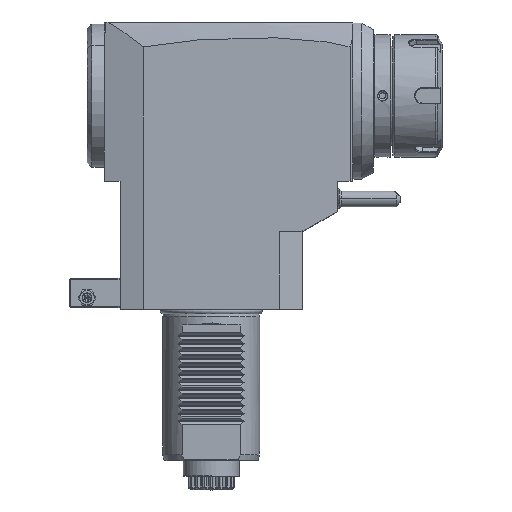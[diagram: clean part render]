
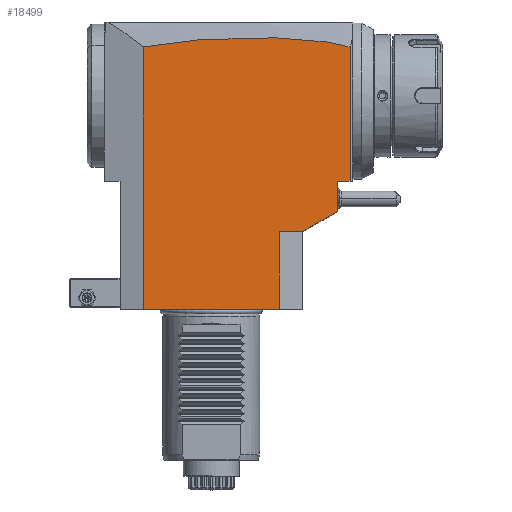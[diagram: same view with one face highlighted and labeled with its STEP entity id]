
A CAD part, top view. The second image highlights one B-rep face of the part: STEP entity #18499.
In plain terms, the highlighted planar face has unit normal (0, 0, 1).
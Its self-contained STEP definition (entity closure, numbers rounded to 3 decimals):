
#9=DIRECTION('',(-1.,0.,0.));
#10=VECTOR('',#9,70.);
#11=CARTESIAN_POINT('',(35.,0.,44.));
#12=LINE('',#11,#10);
#4552=DIRECTION('',(1.,0.,0.));
#4553=VECTOR('',#4552,11.);
#4554=CARTESIAN_POINT('',(35.,40.,44.));
#4555=LINE('',#4554,#4553);
#4568=DIRECTION('',(0.,1.,0.));
#4569=VECTOR('',#4568,40.);
#4570=CARTESIAN_POINT('',(35.,0.,44.));
#4571=LINE('',#4570,#4569);
#4600=DIRECTION('',(0.,-1.,0.));
#4601=VECTOR('',#4600,15.608);
#4602=CARTESIAN_POINT('',(65.,66.,44.));
#4603=LINE('',#4602,#4601);
#4604=DIRECTION('',(-0.866,-0.5,0.));
#4605=VECTOR('',#4604,20.785);
#4606=CARTESIAN_POINT('',(65.,50.392,44.));
#4607=LINE('',#4606,#4605);
#4608=DIRECTION('',(0.,1.,0.));
#4609=VECTOR('',#4608,0.577);
#4610=CARTESIAN_POINT('',(47.,40.,44.));
#4611=LINE('',#4610,#4609);
#4612=DIRECTION('',(0.866,0.5,0.));
#4613=VECTOR('',#4612,1.155);
#4614=CARTESIAN_POINT('',(46.,40.,44.));
#4615=LINE('',#4614,#4613);
#4616=DIRECTION('',(0.,1.,0.));
#4617=VECTOR('',#4616,135.17);
#4618=CARTESIAN_POINT('',(-35.,0.,44.));
#4619=LINE('',#4618,#4617);
#4620=CARTESIAN_POINT('',(71.5,135.054,44.));
#4621=CARTESIAN_POINT('',(71.147,135.178,44.));
#4622=CARTESIAN_POINT('',(70.415,135.42,44.));
#4623=CARTESIAN_POINT('',(69.23,135.772,44.));
#4624=CARTESIAN_POINT('',(67.991,136.104,44.));
#4625=CARTESIAN_POINT('',(66.72,136.413,44.));
#4626=CARTESIAN_POINT('',(65.44,136.698,44.));
#4627=CARTESIAN_POINT('',(64.088,136.974,44.));
#4628=CARTESIAN_POINT('',(62.606,137.252,44.));
#4629=CARTESIAN_POINT('',(60.931,137.539,44.));
#4630=CARTESIAN_POINT('',(59.016,137.835,44.));
#4631=CARTESIAN_POINT('',(56.852,138.135,44.));
#4632=CARTESIAN_POINT('',(54.427,138.434,44.));
#4633=CARTESIAN_POINT('',(51.708,138.727,44.));
#4634=CARTESIAN_POINT('',(48.636,139.011,44.));
#4635=CARTESIAN_POINT('',(45.16,139.281,44.));
#4636=CARTESIAN_POINT('',(41.193,139.529,44.));
#4637=CARTESIAN_POINT('',(36.681,139.741,44.));
#4638=CARTESIAN_POINT('',(31.719,139.897,44.));
#4639=CARTESIAN_POINT('',(26.42,139.981,44.));
#4640=CARTESIAN_POINT('',(20.976,139.986,44.));
#4641=CARTESIAN_POINT('',(15.459,139.91,44.));
#4642=CARTESIAN_POINT('',(9.915,139.755,44.));
#4643=CARTESIAN_POINT('',(4.328,139.52,44.));
#4644=CARTESIAN_POINT('',(-1.306,139.201,44.));
#4645=CARTESIAN_POINT('',(-6.672,138.816,44.));
#4646=CARTESIAN_POINT('',(-11.425,138.405,44.));
#4647=CARTESIAN_POINT('',(-15.699,137.979,44.));
#4648=CARTESIAN_POINT('',(-19.685,137.527,44.));
#4649=CARTESIAN_POINT('',(-23.579,137.031,44.));
#4650=CARTESIAN_POINT('',(-27.426,136.481,44.));
#4651=CARTESIAN_POINT('',(-31.229,135.869,44.));
#4652=CARTESIAN_POINT('',(-33.747,135.413,44.));
#4653=CARTESIAN_POINT('',(-35.,135.17,44.));
#4655=DIRECTION('',(0.,-1.,0.));
#4656=VECTOR('',#4655,69.054);
#4657=CARTESIAN_POINT('',(71.5,135.054,44.));
#4658=LINE('',#4657,#4656);
#4659=DIRECTION('',(1.,0.,0.));
#4660=VECTOR('',#4659,6.5);
#4661=CARTESIAN_POINT('',(65.,66.,44.));
#4662=LINE('',#4661,#4660);
#13669=VERTEX_POINT('',#4620);
#13670=VERTEX_POINT('',#4653);
#13682=CARTESIAN_POINT('',(71.5,66.,44.));
#13683=VERTEX_POINT('',#13682);
#13702=CARTESIAN_POINT('',(35.,40.,44.));
#13703=CARTESIAN_POINT('',(46.,40.,44.));
#13704=VERTEX_POINT('',#13702);
#13705=VERTEX_POINT('',#13703);
#14032=CARTESIAN_POINT('',(35.,0.,44.));
#14033=CARTESIAN_POINT('',(-35.,0.,44.));
#14034=VERTEX_POINT('',#14032);
#14035=VERTEX_POINT('',#14033);
#14050=CARTESIAN_POINT('',(65.,50.392,44.));
#14051=CARTESIAN_POINT('',(47.,40.,44.));
#14052=VERTEX_POINT('',#14050);
#14053=VERTEX_POINT('',#14051);
#14216=CARTESIAN_POINT('',(47.,40.577,44.));
#14218=VERTEX_POINT('',#14216);
#14288=CARTESIAN_POINT('',(65.,66.,44.));
#14289=VERTEX_POINT('',#14288);
#18477=CARTESIAN_POINT('',(-53.475,40.,44.));
#18478=DIRECTION('',(0.,0.,1.));
#18479=DIRECTION('',(1.,0.,0.));
#18480=AXIS2_PLACEMENT_3D('',#18477,#18478,#18479);
#18481=PLANE('',#18480);
#18483=ORIENTED_EDGE('',*,*,#18482,.F.);
#18485=ORIENTED_EDGE('',*,*,#18484,.T.);
#18486=ORIENTED_EDGE('',*,*,#18397,.T.);
#18488=ORIENTED_EDGE('',*,*,#18487,.T.);
#18490=ORIENTED_EDGE('',*,*,#18489,.F.);
#18491=ORIENTED_EDGE('',*,*,#18417,.F.);
#18492=ORIENTED_EDGE('',*,*,#18434,.F.);
#18493=ORIENTED_EDGE('',*,*,#14307,.T.);
#18494=ORIENTED_EDGE('',*,*,#14467,.T.);
#18495=ORIENTED_EDGE('',*,*,#14925,.F.);
#18496=ORIENTED_EDGE('',*,*,#14942,.T.);
#18497=EDGE_LOOP('',(#18483,#18485,#18486,#18488,#18490,#18491,#18492,#18493,
#18494,#18495,#18496));
#18498=FACE_OUTER_BOUND('',#18497,.F.);
#4654=B_SPLINE_CURVE_WITH_KNOTS('',3,(#4620,#4621,#4622,#4623,#4624,#4625,#4626,
#4627,#4628,#4629,#4630,#4631,#4632,#4633,#4634,#4635,#4636,#4637,#4638,#4639,
#4640,#4641,#4642,#4643,#4644,#4645,#4646,#4647,#4648,#4649,#4650,#4651,#4652,
#4653),.UNSPECIFIED.,.F.,.F.,(4,1,1,1,1,1,1,1,1,1,1,1,1,1,1,1,1,1,1,1,1,1,1,1,1,
1,1,1,1,1,1,4),(0.,0.032,0.065,0.097,
0.129,0.161,0.194,0.226,
0.258,0.29,0.323,0.355,
0.387,0.419,0.452,0.484,
0.516,0.548,0.581,0.613,
0.645,0.677,0.71,0.742,
0.774,0.806,0.839,0.871,
0.903,0.935,0.968,1.),.UNSPECIFIED.);
#14307=EDGE_CURVE('',#14034,#14035,#12,.T.);
#14467=EDGE_CURVE('',#14035,#13670,#4619,.T.);
#14925=EDGE_CURVE('',#13669,#13670,#4654,.T.);
#14942=EDGE_CURVE('',#13669,#13683,#4658,.T.);
#18397=EDGE_CURVE('',#14052,#14053,#4607,.T.);
#18417=EDGE_CURVE('',#13704,#13705,#4555,.T.);
#18434=EDGE_CURVE('',#14034,#13704,#4571,.T.);
#18482=EDGE_CURVE('',#14289,#13683,#4662,.T.);
#18484=EDGE_CURVE('',#14289,#14052,#4603,.T.);
#18487=EDGE_CURVE('',#14053,#14218,#4611,.T.);
#18489=EDGE_CURVE('',#13705,#14218,#4615,.T.);
#18499=ADVANCED_FACE('',(#18498),#18481,.T.);
